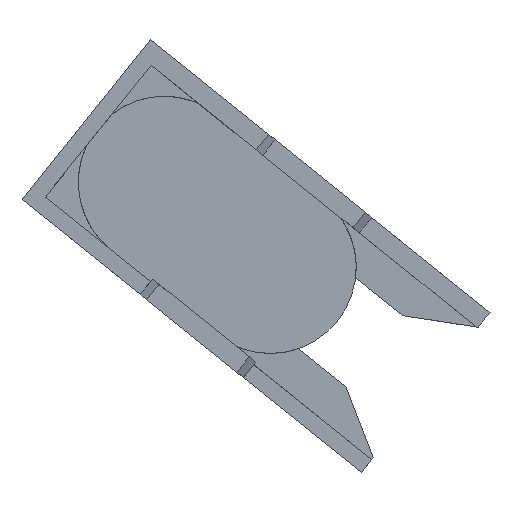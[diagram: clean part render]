
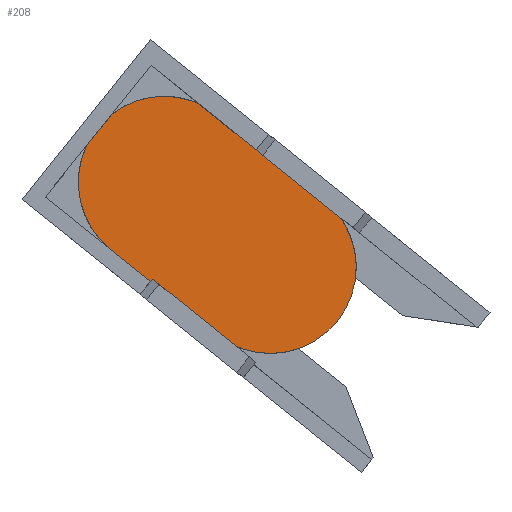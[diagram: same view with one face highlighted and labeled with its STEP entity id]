
A CAD part, front view. The second image highlights one B-rep face of the part: STEP entity #208.
In plain terms, the highlighted planar face has unit normal (0, -1, 0).
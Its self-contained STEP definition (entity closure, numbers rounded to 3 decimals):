
#10 = DIRECTION ( 'NONE',  ( 0., 1., 0. ) ) ;
#41 = DIRECTION ( 'NONE',  ( 0.779, 0., -0.627 ) ) ;
#47 = ORIENTED_EDGE ( 'NONE', *, *, #194, .F. ) ;
#50 = CARTESIAN_POINT ( 'NONE',  ( -30.57, 5.1, -24.896 ) ) ;
#82 = CARTESIAN_POINT ( 'NONE',  ( -27.312, 5.1, -20.843 ) ) ;
#108 = CIRCLE ( 'NONE', #1269, 5.2 ) ;
#109 = FACE_OUTER_BOUND ( 'NONE', #240, .T. ) ;
#168 = CARTESIAN_POINT ( 'NONE',  ( -30.57, 5.1, -24.896 ) ) ;
#169 = ORIENTED_EDGE ( 'NONE', *, *, #587, .F. ) ;
#186 = CIRCLE ( 'NONE', #1402, 5.2 ) ;
#194 = EDGE_CURVE ( 'NONE', #364, #891, #186, .T. ) ;
#196 = ORIENTED_EDGE ( 'NONE', *, *, #1280, .F. ) ;
#208 = ADVANCED_FACE ( 'NONE', ( #109 ), #996, .F. ) ;
#240 = EDGE_LOOP ( 'NONE', ( #47, #807, #169, #726, #196 ) ) ;
#360 = CARTESIAN_POINT ( 'NONE',  ( -27.312, 5.1, -20.843 ) ) ;
#364 = VERTEX_POINT ( 'NONE', #50 ) ;
#366 = DIRECTION ( 'NONE',  ( 0., 0., -1. ) ) ;
#423 = CARTESIAN_POINT ( 'NONE',  ( -24.18, 5.1, -30.034 ) ) ;
#428 = CARTESIAN_POINT ( 'NONE',  ( -27.312, 5.1, -20.843 ) ) ;
#433 = DIRECTION ( 'NONE',  ( 0., 1., 0. ) ) ;
#499 = VERTEX_POINT ( 'NONE', #753 ) ;
#537 = DIRECTION ( 'NONE',  ( 0., 0., 1. ) ) ;
#587 = EDGE_CURVE ( 'NONE', #499, #861, #875, .T. ) ;
#592 = DIRECTION ( 'NONE',  ( 0., 1., 0. ) ) ;
#613 = LINE ( 'NONE', #1141, #695 ) ;
#659 = DIRECTION ( 'NONE',  ( 0., 0., 1. ) ) ;
#671 = VECTOR ( 'NONE', #1051, 1000. ) ;
#695 = VECTOR ( 'NONE', #41, 1000. ) ;
#718 = LINE ( 'NONE', #168, #671 ) ;
#726 = ORIENTED_EDGE ( 'NONE', *, *, #1114, .F. ) ;
#753 = CARTESIAN_POINT ( 'NONE',  ( -17.663, 5.1, -21.929 ) ) ;
#760 = AXIS2_PLACEMENT_3D ( 'NONE', #1342, #10, #366 ) ;
#807 = ORIENTED_EDGE ( 'NONE', *, *, #1147, .F. ) ;
#861 = VERTEX_POINT ( 'NONE', #423 ) ;
#865 = DIRECTION ( 'NONE',  ( 0., 1., 0. ) ) ;
#875 = CIRCLE ( 'NONE', #760, 5.2 ) ;
#891 = VERTEX_POINT ( 'NONE', #1297 ) ;
#926 = DIRECTION ( 'NONE',  ( 0., 0., 1. ) ) ;
#953 = VERTEX_POINT ( 'NONE', #1112 ) ;
#996 = PLANE ( 'NONE',  #1254 ) ;
#1051 = DIRECTION ( 'NONE',  ( -0.779, 0., 0.627 ) ) ;
#1112 = CARTESIAN_POINT ( 'NONE',  ( -24.054, 5.1, -16.791 ) ) ;
#1114 = EDGE_CURVE ( 'NONE', #953, #499, #613, .T. ) ;
#1141 = CARTESIAN_POINT ( 'NONE',  ( -24.054, 5.1, -16.791 ) ) ;
#1147 = EDGE_CURVE ( 'NONE', #861, #364, #718, .T. ) ;
#1254 = AXIS2_PLACEMENT_3D ( 'NONE', #360, #592, #926 ) ;
#1269 = AXIS2_PLACEMENT_3D ( 'NONE', #428, #865, #659 ) ;
#1280 = EDGE_CURVE ( 'NONE', #891, #953, #108, .T. ) ;
#1297 = CARTESIAN_POINT ( 'NONE',  ( -27.312, 5.1, -15.643 ) ) ;
#1342 = CARTESIAN_POINT ( 'NONE',  ( -20.921, 5.1, -25.981 ) ) ;
#1402 = AXIS2_PLACEMENT_3D ( 'NONE', #82, #433, #537 ) ;
